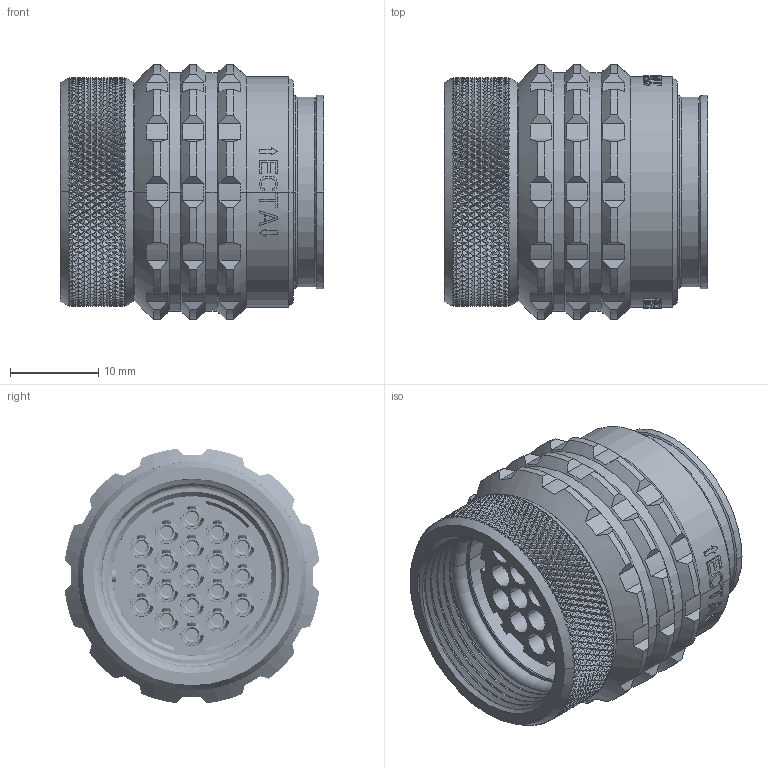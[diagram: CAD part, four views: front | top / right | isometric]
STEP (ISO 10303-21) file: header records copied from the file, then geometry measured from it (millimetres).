
FILE_DESCRIPTION((''),'2;1');
FILE_NAME('1332M319MS','2024-07-30T16:21:08',('paultorloting'),('NET AG system integration'),'CREO PARAMETRIC BY PTC INC, 2021404','CREO PARAMETRIC BY PTC INC, 2021404','');
FILE_SCHEMA(('AUTOMOTIVE_DESIGN { 1 0 10303 214 1 1 1 1 }'));
Products named in the file (1): 1332M319MS
Bounding box: 29.8 x 28.79 x 28.79 mm (x, y, z)
Volume: 9083.5 mm3; surface area: 12673.6 mm2
Topology: 1 solids, 8 shells, 8493 faces, 19984 edges, 11631 vertices
Faces by surface type: plane 5983, cylinder 2059, bspline 177, torus 143, cone 123, sphere 8
Entity records: 322180 total; most frequent: CARTESIAN_POINT 83519, ORIENTED_EDGE 39964, DIRECTION 32364, EDGE_CURVE 19982, VERTEX_POINT 11631, AXIS2_PLACEMENT_3D 11081, VECTOR 10199, LINE 10199
